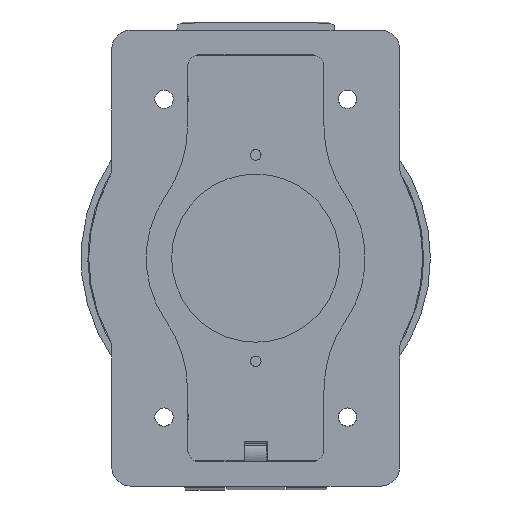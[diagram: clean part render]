
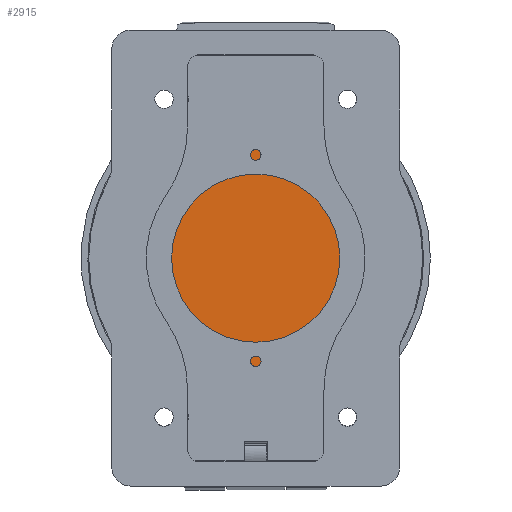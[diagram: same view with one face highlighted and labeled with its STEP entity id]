
A CAD part, front view. The second image highlights one B-rep face of the part: STEP entity #2915.
In plain terms, the highlighted planar face has unit normal (0, -1, 0).
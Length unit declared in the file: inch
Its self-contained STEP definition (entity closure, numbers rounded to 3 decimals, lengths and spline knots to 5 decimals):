
#800 = VERTEX_POINT ( 'NONE', #8415 ) ;
#1171 = EDGE_LOOP ( 'NONE', ( #3102, #17855 ) ) ;
#2464 = DIRECTION ( 'NONE',  ( 0., 0., 1. ) ) ;
#2915 = ADVANCED_FACE ( 'NONE', ( #12403 ), #18057, .F. ) ;
#3102 = ORIENTED_EDGE ( 'NONE', *, *, #6156, .F. ) ;
#3980 = CARTESIAN_POINT ( 'NONE',  ( 0., 0.797, 1.16665 ) ) ;
#5182 = CARTESIAN_POINT ( 'NONE',  ( 0., 0.797, -1.16355 ) ) ;
#6156 = EDGE_CURVE ( 'NONE', #10966, #800, #6677, .T. ) ;
#6590 = CARTESIAN_POINT ( 'NONE',  ( 2.3302, 0.797, -1.16355 ) ) ;
#6677 =( BOUNDED_CURVE ( )  B_SPLINE_CURVE ( 3, ( #13727, #12341, #6590, #5182 ),
 .UNSPECIFIED., .F., .T. ) 
 B_SPLINE_CURVE_WITH_KNOTS ( ( 4, 4 ),
 ( 0., 1. ),
 .UNSPECIFIED. ) 
 CURVE ( )  GEOMETRIC_REPRESENTATION_ITEM ( )  RATIONAL_B_SPLINE_CURVE ( ( 1., 0.333, 0.333, 1. ) ) 
 REPRESENTATION_ITEM ( '' )  );
#8255 = CARTESIAN_POINT ( 'NONE',  ( -2.3302, 0.797, 1.16665 ) ) ;
#8415 = CARTESIAN_POINT ( 'NONE',  ( 0., 0.797, -1.16355 ) ) ;
#9285 = AXIS2_PLACEMENT_3D ( 'NONE', #18231, #11420, #2464 ) ;
#9821 = CARTESIAN_POINT ( 'NONE',  ( 0., 0.797, -1.16355 ) ) ;
#10966 = VERTEX_POINT ( 'NONE', #15962 ) ;
#11420 = DIRECTION ( 'NONE',  ( 0., 1., 0. ) ) ;
#12341 = CARTESIAN_POINT ( 'NONE',  ( 2.3302, 0.797, 1.16665 ) ) ;
#12403 = FACE_OUTER_BOUND ( 'NONE', #1171, .T. ) ;
#13727 = CARTESIAN_POINT ( 'NONE',  ( 0., 0.797, 1.16665 ) ) ;
#13946 = CARTESIAN_POINT ( 'NONE',  ( -2.3302, 0.797, -1.16355 ) ) ;
#14178 = EDGE_CURVE ( 'NONE', #800, #10966, #17790, .T. ) ;
#15962 = CARTESIAN_POINT ( 'NONE',  ( 0., 0.797, 1.16665 ) ) ;
#17790 =( BOUNDED_CURVE ( )  B_SPLINE_CURVE ( 3, ( #9821, #13946, #8255, #3980 ),
 .UNSPECIFIED., .F., .T. ) 
 B_SPLINE_CURVE_WITH_KNOTS ( ( 4, 4 ),
 ( 0., 1. ),
 .UNSPECIFIED. ) 
 CURVE ( )  GEOMETRIC_REPRESENTATION_ITEM ( )  RATIONAL_B_SPLINE_CURVE ( ( 1., 0.333, 0.333, 1. ) ) 
 REPRESENTATION_ITEM ( '' )  );
#17855 = ORIENTED_EDGE ( 'NONE', *, *, #14178, .F. ) ;
#18057 = PLANE ( 'NONE',  #9285 ) ;
#18231 = CARTESIAN_POINT ( 'NONE',  ( 0., 0.797, 0.00155 ) ) ;
